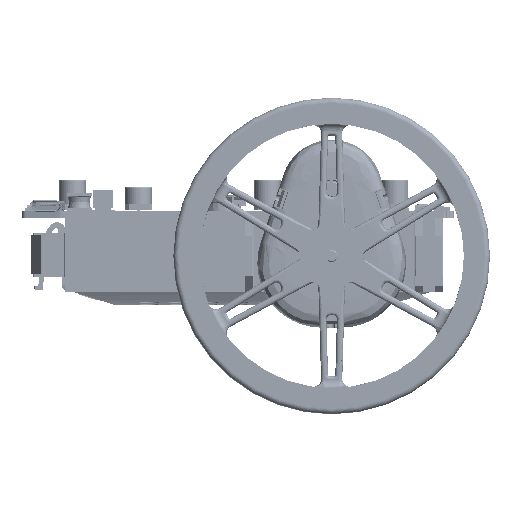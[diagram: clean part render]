
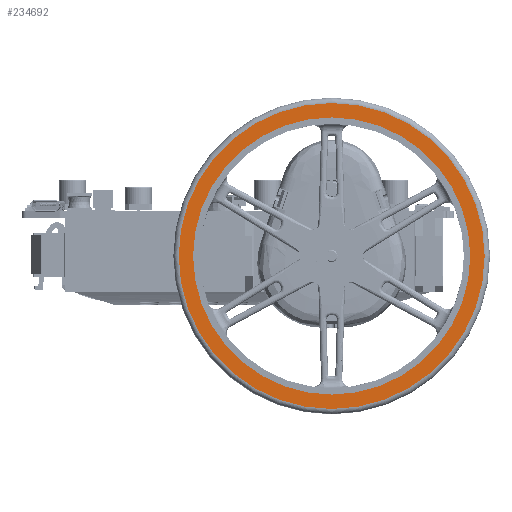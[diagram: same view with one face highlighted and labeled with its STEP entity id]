
A CAD part, left-side view. The second image highlights one B-rep face of the part: STEP entity #234692.
In plain terms, the highlighted face is planar.
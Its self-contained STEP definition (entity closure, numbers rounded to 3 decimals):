
#940 = EDGE_LOOP ( 'NONE', ( #58873 ) ) ;
#8291 = DIRECTION ( 'NONE',  ( -1., 0., 0. ) ) ;
#9406 = DIRECTION ( 'NONE',  ( 0., 1., 0. ) ) ;
#15121 = EDGE_CURVE ( 'NONE', #204335, #204335, #179195, .T. ) ;
#21599 = CARTESIAN_POINT ( 'NONE',  ( 5., 38.65, 0. ) ) ;
#26005 = CARTESIAN_POINT ( 'NONE',  ( 5., 0., 0. ) ) ;
#31403 = FACE_OUTER_BOUND ( 'NONE', #940, .T. ) ;
#31420 = AXIS2_PLACEMENT_3D ( 'NONE', #131122, #8291, #151216 ) ;
#51281 = CARTESIAN_POINT ( 'NONE',  ( 5., 0., 0. ) ) ;
#53017 = DIRECTION ( 'NONE',  ( -1., 0., 0. ) ) ;
#58873 = ORIENTED_EDGE ( 'NONE', *, *, #194564, .F. ) ;
#62392 = CIRCLE ( 'NONE', #81043, 38.65 ) ;
#81043 = AXIS2_PLACEMENT_3D ( 'NONE', #51281, #53017, #9406 ) ;
#83658 = FACE_BOUND ( 'NONE', #236625, .T. ) ;
#85452 = VERTEX_POINT ( 'NONE', #21599 ) ;
#130642 = DIRECTION ( 'NONE',  ( 0., 1., 0. ) ) ;
#131122 = CARTESIAN_POINT ( 'NONE',  ( 5., -35.01, 0. ) ) ;
#135856 = CARTESIAN_POINT ( 'NONE',  ( 5., 35.01, 0. ) ) ;
#151216 = DIRECTION ( 'NONE',  ( 0., 1., 0. ) ) ;
#179195 = CIRCLE ( 'NONE', #198090, 35.01 ) ;
#194564 = EDGE_CURVE ( 'NONE', #85452, #85452, #62392, .T. ) ;
#198090 = AXIS2_PLACEMENT_3D ( 'NONE', #26005, #253455, #130642 ) ;
#204335 = VERTEX_POINT ( 'NONE', #135856 ) ;
#204740 = ORIENTED_EDGE ( 'NONE', *, *, #15121, .T. ) ;
#206229 = PLANE ( 'NONE',  #31420 ) ;
#234692 = ADVANCED_FACE ( 'NONE', ( #31403, #83658 ), #206229, .F. ) ;
#236625 = EDGE_LOOP ( 'NONE', ( #204740 ) ) ;
#253455 = DIRECTION ( 'NONE',  ( -1., 0., 0. ) ) ;
